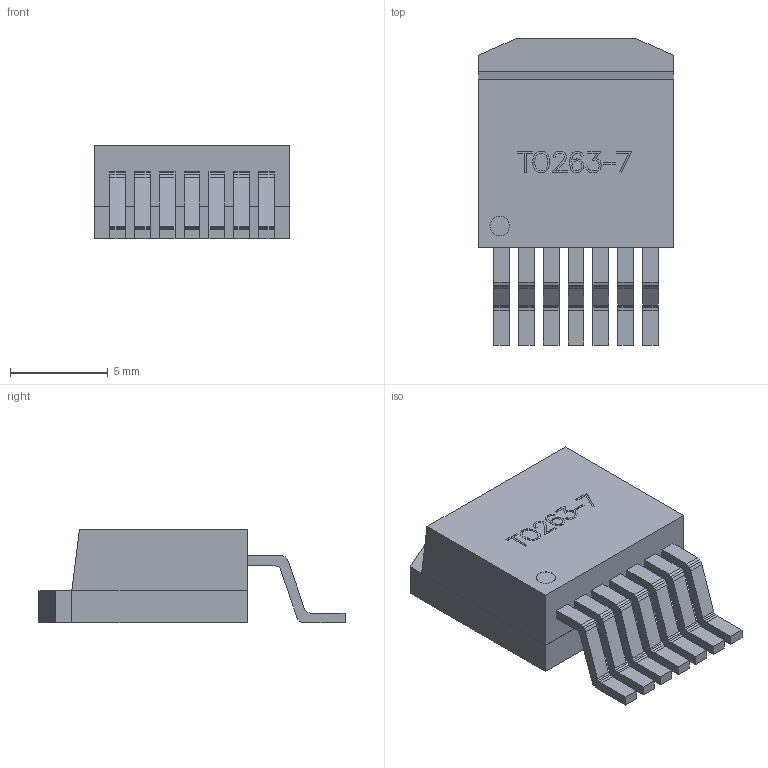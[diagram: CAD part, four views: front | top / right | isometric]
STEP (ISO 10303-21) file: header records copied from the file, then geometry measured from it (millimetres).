
FILE_DESCRIPTION (( 'STEP AP214' ), '1' );
FILE_NAME ('SW3dPS-TO263-7-1.STEP', '2009-09-16T12:26:05', ( 'SysAdmin' ), ( 'SolidWorks' ), 'SwSTEP 2.0', 'SolidWorks 2009', '' );
FILE_SCHEMA (( 'AUTOMOTIVE_DESIGN' ));
Length unit declared in the file: millimetre
Products named in the file (39): SW3dPS-TO263-7-1_Extruded16; SW3dPS-TO263-7-1; SW3dPS-TO263-7-1_453496529; SW3dPS-TO263-7-1_Extruded17; SW3dPS-TO263-7-1_453494993; SW3dPS-TO263-7-1_Free-Models5; SW3dPS-TO263-7-1_453494353; SW3dPS-TO263-7-1_Extruded19; SW3dPS-TO263-7-1_453494225; SW3dPS-TO263-7-1_Free-Models8; SW3dPS-TO263-7-1_BODY5; SW3dPS-TO263-7-1_Board7; SW3dPS-TO263-7-1_Extruded15; SW3dPS-TO263-7-1_453496017; SW3dPS-TO263-7-1_Free-Models7; SW3dPS-TO263-7-1_453494865; SW3dPS-TO263-7-1_Cylinder1; SW3dPS-TO263-7-1_Extruded12; SW3dPS-TO263-7-1_BODY4; SW3dPS-TO263-7-1_Free-Models6; SW3dPS-TO263-7-1_BODY3; SW3dPS-TO263-7-1_453496657; SW3dPS-TO263-7-1_453494737; SW3dPS-TO263-7-1_Extruded21; SW3dPS-TO263-7-1_Extruded13; SW3dPS-TO263-7-1_453266289; SW3dPS-TO263-7-1_Extruded18; SW3dPS-TO263-7-1_453495761; SW3dPS-TO263-7-1_Board6; SW3dPS-TO263-7-1_Extruded14; SW3dPS-TO263-7-1_453496145; SW3dPS-TO263-7-1_Board8; SW3dPS-TO263-7-1_Free-Models9; SW3dPS-TO263-7-1_PIN1; SW3dPS-TO263-7-1_Extruded20; SW3dPS-TO263-7-1_Board5; SW3dPS-TO263-7-1_453495377; SW3dPS-TO263-7-1_Extruded11; SW3dPS-TO263-7-1_Board9
Assembly tree (44 placements, depth 8):
  SW3dPS-TO263-7-1
    SW3dPS-TO263-7-1_Board8
    SW3dPS-TO263-7-1_Free-Models5
      SW3dPS-TO263-7-1_BODY3
        SW3dPS-TO263-7-1_Free-Models6
          SW3dPS-TO263-7-1_BODY4
            SW3dPS-TO263-7-1_Board7
            SW3dPS-TO263-7-1_Free-Models7
              SW3dPS-TO263-7-1_453496017
                SW3dPS-TO263-7-1_Extruded15
          SW3dPS-TO263-7-1_BODY5
            SW3dPS-TO263-7-1_Free-Models8
              SW3dPS-TO263-7-1_453494353
                SW3dPS-TO263-7-1_Extruded11
              SW3dPS-TO263-7-1_453494225
                SW3dPS-TO263-7-1_Extruded19
            SW3dPS-TO263-7-1_Board5
        SW3dPS-TO263-7-1_Board9
      SW3dPS-TO263-7-1_453494993
        SW3dPS-TO263-7-1_Extruded17
      SW3dPS-TO263-7-1_PIN1  x7
        SW3dPS-TO263-7-1_Free-Models9
          SW3dPS-TO263-7-1_453496145
            SW3dPS-TO263-7-1_Extruded14
        SW3dPS-TO263-7-1_Board6
      SW3dPS-TO263-7-1_453495761
        SW3dPS-TO263-7-1_Extruded18
      SW3dPS-TO263-7-1_453495377
        SW3dPS-TO263-7-1_Extruded20
      SW3dPS-TO263-7-1_453496529
        SW3dPS-TO263-7-1_Extruded16
      SW3dPS-TO263-7-1_453266289
        SW3dPS-TO263-7-1_Cylinder1
      SW3dPS-TO263-7-1_453494737
        SW3dPS-TO263-7-1_Extruded13
      SW3dPS-TO263-7-1_453494865
        SW3dPS-TO263-7-1_Extruded12
      SW3dPS-TO263-7-1_453496657
        SW3dPS-TO263-7-1_Extruded21
Bounding box: 10 x 15.67 x 4.8 mm (x, y, z)
Volume: 471 mm3; surface area: 777.3 mm2
Topology: 27 solids, 31 shells, 440 faces, 1144 edges, 764 vertices
Faces by surface type: plane 438, cylinder 2
Entity records: 9360 total; most frequent: CARTESIAN_POINT 1493, ORIENTED_EDGE 1380, DIRECTION 1368, EDGE_CURVE 694, VECTOR 690, LINE 690, VERTEX_POINT 464, AXIS2_PLACEMENT_3D 339
